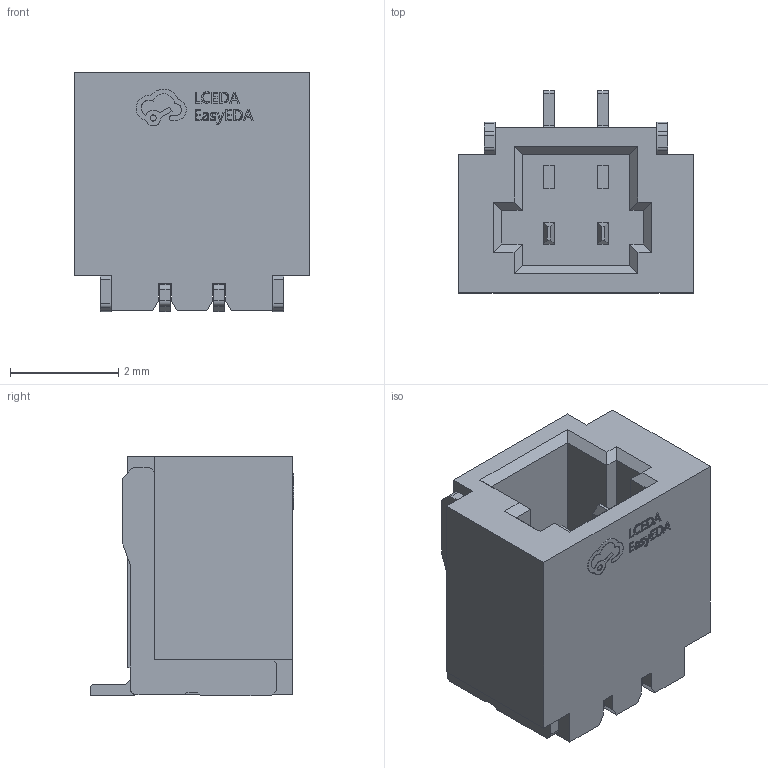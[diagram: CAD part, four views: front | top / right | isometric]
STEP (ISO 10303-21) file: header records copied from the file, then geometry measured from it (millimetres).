
FILE_DESCRIPTION (( 'STEP AP214' ), '1' );
FILE_NAME ('CONN-SMD_2P-P1.00_MEGASTAR_ZX-SH1.0-2PLT.STEP', '2023-06-20T00:28:02', ( 'PC' ), ( 'Microsoft' ), 'SwSTEP 2.0', 'SolidWorks 2020', '' );
FILE_SCHEMA (( 'AUTOMOTIVE_DESIGN' ));
Length unit declared in the file: millimetre
Products named in the file (1): CONN-SMD_2P-P1.00_MEGASTAR_ZX-SH1.0-2PLT
Bounding box: 4.35 x 3.75 x 4.42 mm (x, y, z)
Volume: 37.6 mm3; surface area: 218.8 mm2
Topology: 3 solids, 3 shells, 421 faces, 1153 edges, 762 vertices
Faces by surface type: plane 291, bspline 98, cylinder 32
Entity records: 18394 total; most frequent: CARTESIAN_POINT 3643, ORIENTED_EDGE 2306, DIRECTION 1665, EDGE_CURVE 1153, VECTOR 889, LINE 889, VERTEX_POINT 762, EDGE_LOOP 449
